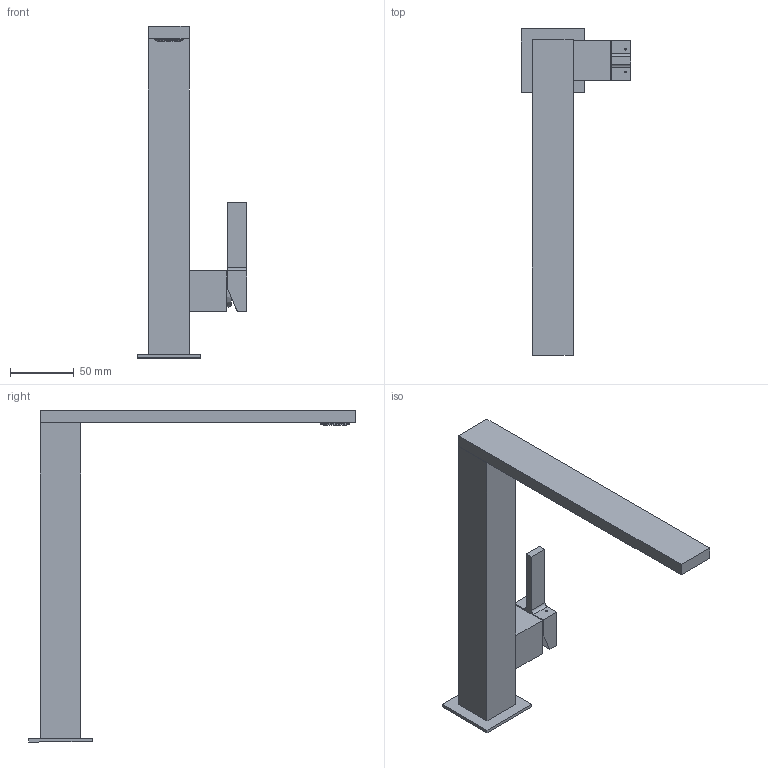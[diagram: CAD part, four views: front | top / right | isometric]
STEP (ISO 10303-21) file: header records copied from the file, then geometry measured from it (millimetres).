
FILE_DESCRIPTION(/* description */ (''),/* implementation_level */ '2;1');
FILE_NAME(/* name */ '3D_927100_FineraSquare Innenleben Kartusche raus,Alle Ringe am Krpe entfernen.step',/* time_stamp */ '2023-02-23T16:43:34+01:00',/* author */ (''),/* organization */ (''),/* preprocessor_version */ 'ST-DEVELOPER v19.2',/* originating_system */ 'Autodesk Translation Framework v11.17.0.187',/* authorisation */ '');
FILE_SCHEMA (('AUTOMOTIVE_DESIGN { 1 0 10303 214 3 1 1 }'));
Length unit declared in the file: millimetre
Products named in the file (16): (Nicht gespeichert); GT2047DL-01_ASM; GT2047-01-01; GT2047-01-05; GT2047DL-01-04; GT2047B-01-02; GT2047B-01-03; GT2047-05_ASM; GT2047DL-05; GT2047DL-02_ASM; GT2047DL-02-02; 40803001002; GT2047DL-03B_ASM; GT2047DL-03B; CT25SF001; GT2045DL-06B
Assembly tree (15 placements, depth 3):
  (Nicht gespeichert)
    GT2047DL-01_ASM
      GT2047-01-01
      GT2047-01-05
      GT2047DL-01-04
      GT2047B-01-02
      GT2047B-01-03
    GT2047-05_ASM
      GT2047DL-05
    GT2047DL-02_ASM
      GT2047DL-02-02
      40803001002
    GT2047DL-03B_ASM
      GT2047DL-03B
      CT25SF001
      GT2045DL-06B
Bounding box: 86.5 x 257 x 261.1 mm (x, y, z)
Volume: 309864.5 mm3; surface area: 75821.2 mm2
Topology: 6 solids, 8 shells, 98 faces, 231 edges, 154 vertices
Faces by surface type: plane 67, cylinder 25, cone 5, bspline 1
Full cylindrical faces by diameter (mm): 1.5 x2, 17.5 x1, 18.5 x1, 21.5 x1, 22 x2, 23 x2, 24 x1
Entity records: 3287 total; most frequent: DIRECTION 549, CARTESIAN_POINT 538, ORIENTED_EDGE 455, EDGE_CURVE 229, AXIS2_PLACEMENT_3D 192, LINE 165, VECTOR 165, VERTEX_POINT 154
